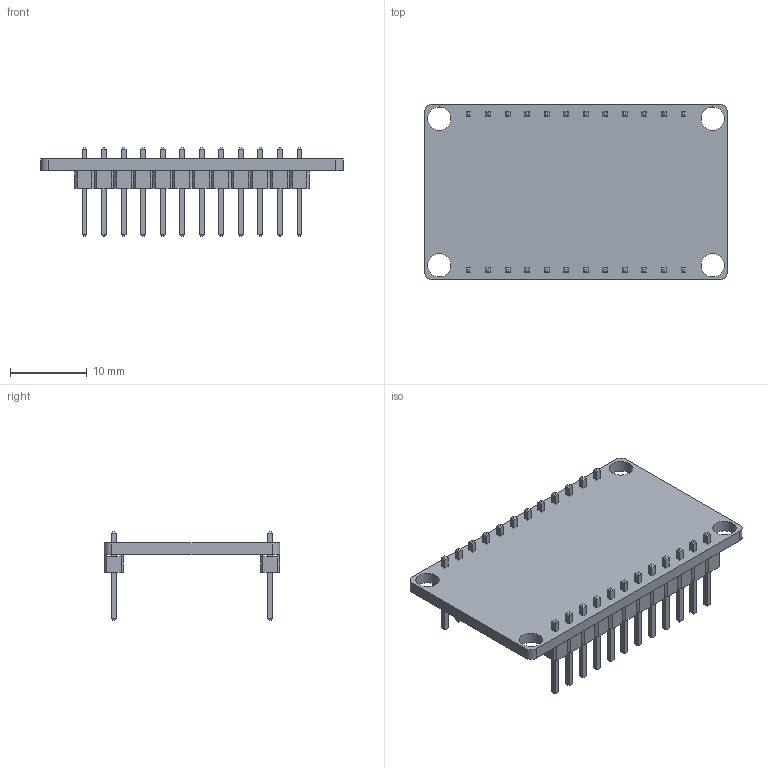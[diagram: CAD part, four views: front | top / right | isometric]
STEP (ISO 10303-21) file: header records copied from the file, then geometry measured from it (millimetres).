
FILE_DESCRIPTION(('FreeCAD Model'),'2;1');
FILE_NAME( 'BlueFruit.step', '2016-02-04T17:16:27',(''),(''),'Open CASCADE STEP processor 6.8', 'FreeCAD','Unknown');
FILE_SCHEMA(('AUTOMOTIVE_DESIGN_CC2 { 1 2 10303 214 -1 1 5 4 }'));
Length unit declared in the file: millimetre
Products named in the file (2): ASSEMBLY; Fusion002
Assembly tree (1 placements, depth 2):
  ASSEMBLY
    Fusion002
Bounding box: 39.37 x 22.86 x 11.54 mm (x, y, z)
Volume: 1705.9 mm3; surface area: 3029.7 mm2
Topology: 1 solids, 1 shells, 786 faces, 2008 edges, 1169 vertices
Faces by surface type: plane 778, cylinder 8
Full cylindrical faces by diameter (mm): 3.048 x4
Entity records: 53416 total; most frequent: CARTESIAN_POINT 8152, DIRECTION 6962, LINE 5344, VECTOR 5344, ORIENTED_EDGE 3928, PCURVE 3840, DEFINITIONAL_REPRESENTATION 3840, EDGE_CURVE 1920
